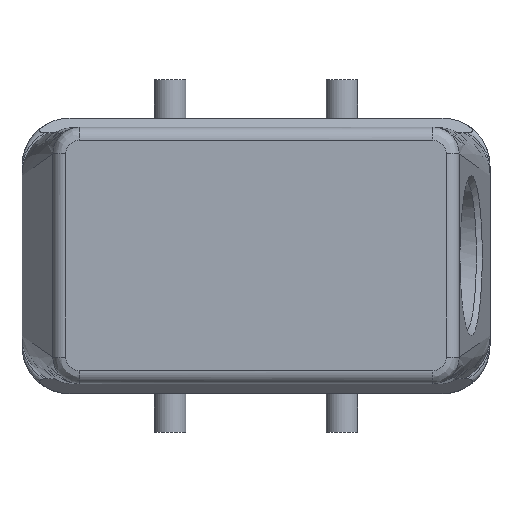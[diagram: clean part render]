
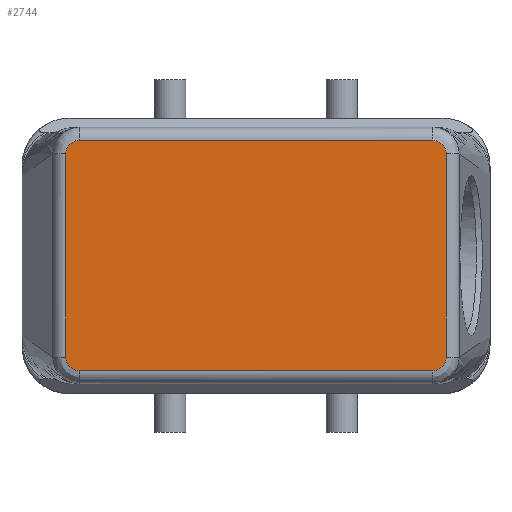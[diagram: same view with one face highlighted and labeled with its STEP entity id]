
A CAD part, top view. The second image highlights one B-rep face of the part: STEP entity #2744.
In plain terms, the highlighted planar face has unit normal (0, 0, 1).
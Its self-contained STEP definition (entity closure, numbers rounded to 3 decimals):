
#2294=FACE_OUTER_BOUND('',#4780,.T.);
#2744=ADVANCED_FACE('',(#2294),#3154,.F.);
#3154=PLANE('',#9558);
#3325=B_SPLINE_CURVE_WITH_KNOTS('',3,(#13242,#13243,#13244,#13245,#13246,
#13247,#13248),.UNSPECIFIED.,.F.,.F.,(4,3,4),(0.,0.446,1.),
 .UNSPECIFIED.);
#3328=B_SPLINE_CURVE_WITH_KNOTS('',3,(#13365,#13366,#13367,#13368,#13369,
#13370,#13371),.UNSPECIFIED.,.F.,.F.,(4,3,4),(0.,0.554,1.),
 .UNSPECIFIED.);
#3384=B_SPLINE_CURVE_WITH_KNOTS('',3,(#14583,#14584,#14585,#14586,#14587,
#14588,#14589),.UNSPECIFIED.,.F.,.F.,(4,3,4),(0.,0.446,1.),
 .UNSPECIFIED.);
#3386=B_SPLINE_CURVE_WITH_KNOTS('',3,(#14710,#14711,#14712,#14713,#14714,
#14715,#14716),.UNSPECIFIED.,.F.,.F.,(4,3,4),(0.,0.554,1.),
 .UNSPECIFIED.);
#3724=LINE('',#13472,#4184);
#3832=LINE('',#14700,#4292);
#3867=LINE('',#15341,#4327);
#3868=LINE('',#15343,#4328);
#4184=VECTOR('',#10426,1.);
#4292=VECTOR('',#10660,1.);
#4327=VECTOR('',#10727,1.);
#4328=VECTOR('',#10730,1.);
#4780=EDGE_LOOP('',(#5941,#5942,#5943,#5944,#5945,#5946,#5947,#5948));
#5941=ORIENTED_EDGE('',*,*,#8309,.T.);
#5942=ORIENTED_EDGE('',*,*,#8591,.T.);
#5943=ORIENTED_EDGE('',*,*,#8514,.F.);
#5944=ORIENTED_EDGE('',*,*,#8517,.F.);
#5945=ORIENTED_EDGE('',*,*,#8519,.F.);
#5946=ORIENTED_EDGE('',*,*,#8592,.T.);
#5947=ORIENTED_EDGE('',*,*,#8313,.T.);
#5948=ORIENTED_EDGE('',*,*,#8315,.T.);
#7596=VERTEX_POINT('',#13241);
#7597=VERTEX_POINT('',#13249);
#7600=VERTEX_POINT('',#13364);
#7601=VERTEX_POINT('',#13372);
#7744=VERTEX_POINT('',#14582);
#7745=VERTEX_POINT('',#14590);
#7746=VERTEX_POINT('',#14699);
#7747=VERTEX_POINT('',#14708);
#8309=EDGE_CURVE('',#7597,#7596,#3325,.T.);
#8313=EDGE_CURVE('',#7601,#7600,#3328,.T.);
#8315=EDGE_CURVE('',#7600,#7597,#3724,.T.);
#8514=EDGE_CURVE('',#7744,#7745,#3384,.T.);
#8517=EDGE_CURVE('',#7746,#7744,#3832,.T.);
#8519=EDGE_CURVE('',#7747,#7746,#3386,.T.);
#8591=EDGE_CURVE('',#7596,#7745,#3867,.T.);
#8592=EDGE_CURVE('',#7747,#7601,#3868,.T.);
#9558=AXIS2_PLACEMENT_3D('',#15344,#10731,#10732);
#10426=DIRECTION('',(1.,0.,0.));
#10660=DIRECTION('',(1.,0.,0.));
#10727=DIRECTION('',(0.,1.,0.));
#10730=DIRECTION('',(0.,-1.,0.));
#10731=DIRECTION('',(0.,0.,-1.));
#10732=DIRECTION('',(0.,1.,0.));
#13241=CARTESIAN_POINT('',(29.723,-15.73,50.95));
#13242=CARTESIAN_POINT('',(27.563,-17.898,50.95));
#13243=CARTESIAN_POINT('',(28.045,-17.898,50.95));
#13244=CARTESIAN_POINT('',(28.526,-17.683,50.95));
#13245=CARTESIAN_POINT('',(28.912,-17.348,50.95));
#13246=CARTESIAN_POINT('',(29.391,-16.932,50.95));
#13247=CARTESIAN_POINT('',(29.723,-16.331,50.95));
#13248=CARTESIAN_POINT('',(29.723,-15.73,50.95));
#13249=CARTESIAN_POINT('',(27.563,-17.898,50.95));
#13364=CARTESIAN_POINT('',(-27.522,-17.898,50.95));
#13365=CARTESIAN_POINT('',(-29.681,-15.73,50.95));
#13366=CARTESIAN_POINT('',(-29.681,-16.331,50.95));
#13367=CARTESIAN_POINT('',(-29.349,-16.932,50.95));
#13368=CARTESIAN_POINT('',(-28.87,-17.348,50.95));
#13369=CARTESIAN_POINT('',(-28.484,-17.683,50.95));
#13370=CARTESIAN_POINT('',(-28.003,-17.898,50.95));
#13371=CARTESIAN_POINT('',(-27.522,-17.898,50.95));
#13372=CARTESIAN_POINT('',(-29.681,-15.73,50.95));
#13472=CARTESIAN_POINT('',(-27.522,-17.898,50.95));
#14582=CARTESIAN_POINT('',(27.563,18.102,50.95));
#14583=CARTESIAN_POINT('',(27.563,18.102,50.95));
#14584=CARTESIAN_POINT('',(28.045,18.102,50.95));
#14585=CARTESIAN_POINT('',(28.526,17.887,50.95));
#14586=CARTESIAN_POINT('',(28.912,17.552,50.95));
#14587=CARTESIAN_POINT('',(29.391,17.136,50.95));
#14588=CARTESIAN_POINT('',(29.723,16.535,50.95));
#14589=CARTESIAN_POINT('',(29.723,15.935,50.95));
#14590=CARTESIAN_POINT('',(29.723,15.935,50.95));
#14699=CARTESIAN_POINT('',(-27.522,18.102,50.95));
#14700=CARTESIAN_POINT('',(-27.522,18.102,50.95));
#14708=CARTESIAN_POINT('',(-29.681,15.935,50.95));
#14710=CARTESIAN_POINT('',(-29.681,15.935,50.95));
#14711=CARTESIAN_POINT('',(-29.681,16.535,50.95));
#14712=CARTESIAN_POINT('',(-29.349,17.136,50.95));
#14713=CARTESIAN_POINT('',(-28.87,17.552,50.95));
#14714=CARTESIAN_POINT('',(-28.484,17.887,50.95));
#14715=CARTESIAN_POINT('',(-28.003,18.102,50.95));
#14716=CARTESIAN_POINT('',(-27.522,18.102,50.95));
#15341=CARTESIAN_POINT('',(29.723,15.935,50.95));
#15343=CARTESIAN_POINT('',(-29.681,1.602,50.95));
#15344=CARTESIAN_POINT('',(-32.62,-0.098,50.95));
